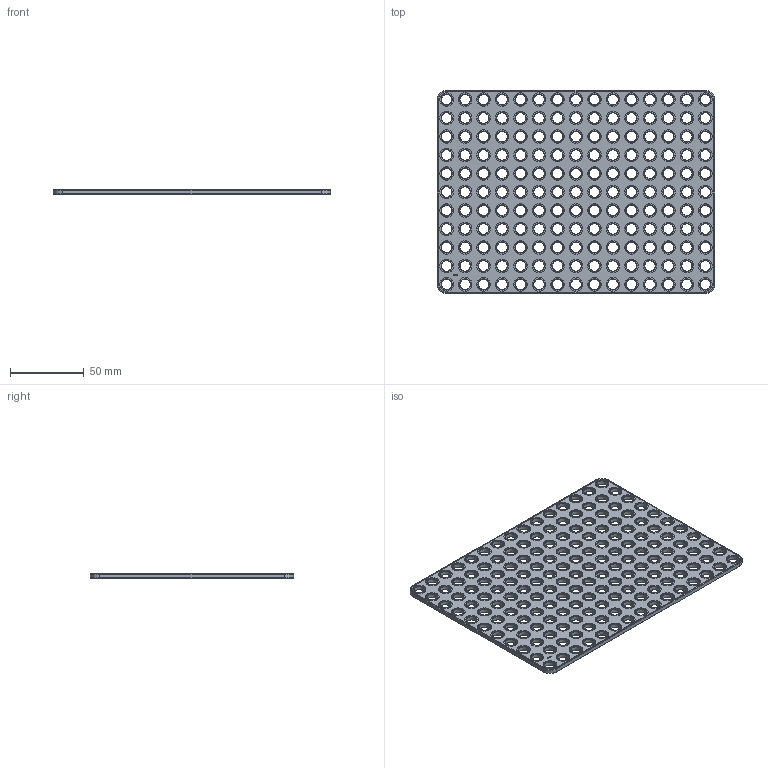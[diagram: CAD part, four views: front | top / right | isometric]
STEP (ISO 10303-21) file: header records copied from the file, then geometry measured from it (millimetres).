
FILE_DESCRIPTION(('FreeCAD Model'),'2;1');
FILE_NAME('Open CASCADE Shape Model','2024-10-08T19:26:32',(''),(''), 'Open CASCADE STEP processor 7.7','FreeCAD','Unknown');
FILE_SCHEMA(('AUTOMOTIVE_DESIGN { 1 0 10303 214 1 1 1 1 }'));
Length unit declared in the file: millimetre
Products named in the file (1): Plate RCT CRNR BU15x11x00.25 - SPN-PLT-0172 (stemfie.org)
Bounding box: 187.5 x 137.5 x 3.12 mm (x, y, z)
Volume: 57370.7 mm3; surface area: 51752.4 mm2
Topology: 1 solids, 1 shells, 1279 faces, 2897 edges, 1816 vertices
Faces by surface type: plane 495, cylinder 338, cone 338, extrusion 108
Full cylindrical faces by diameter (mm): 7 x165, 9.2 x165
Entity records: 36686 total; most frequent: CARTESIAN_POINT 6872, DIRECTION 6147, ORIENTED_EDGE 5794, EDGE_CURVE 2897, AXIS2_PLACEMENT_3D 2186, VERTEX_POINT 1816, FACE_BOUND 1805, EDGE_LOOP 1805
